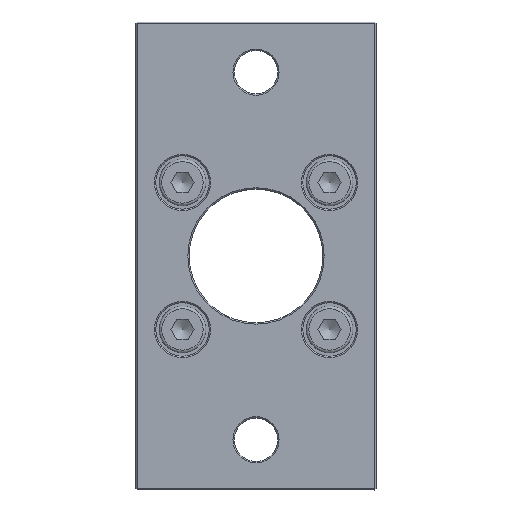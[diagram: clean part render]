
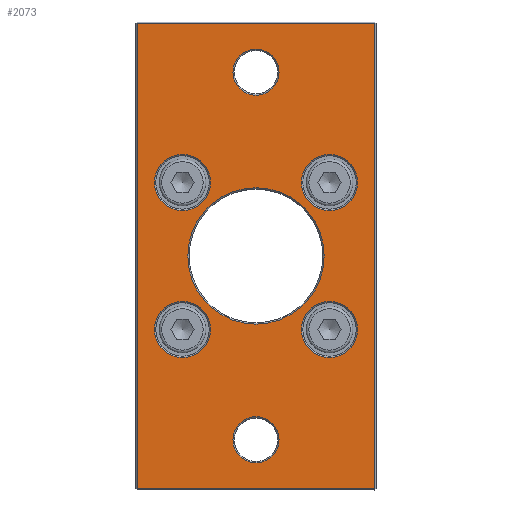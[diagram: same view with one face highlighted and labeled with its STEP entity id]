
A CAD part, top view. The second image highlights one B-rep face of the part: STEP entity #2073.
In plain terms, the highlighted planar face has unit normal (0, 0, 1).
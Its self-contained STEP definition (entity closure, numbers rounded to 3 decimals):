
#133=LINE('',#3411,#274);
#134=LINE('',#3413,#275);
#135=LINE('',#3415,#276);
#136=LINE('',#3416,#277);
#274=VECTOR('',#2727,10.);
#275=VECTOR('',#2728,10.);
#276=VECTOR('',#2729,10.);
#277=VECTOR('',#2730,10.);
#385=FACE_BOUND('',#592,.T.);
#386=FACE_BOUND('',#593,.T.);
#387=FACE_BOUND('',#594,.T.);
#388=FACE_BOUND('',#595,.T.);
#389=FACE_BOUND('',#596,.T.);
#390=FACE_BOUND('',#597,.T.);
#391=FACE_BOUND('',#598,.T.);
#464=FACE_OUTER_BOUND('',#591,.T.);
#591=EDGE_LOOP('',(#1577,#1578,#1579,#1580));
#592=EDGE_LOOP('',(#1581));
#593=EDGE_LOOP('',(#1582));
#594=EDGE_LOOP('',(#1583));
#595=EDGE_LOOP('',(#1584));
#596=EDGE_LOOP('',(#1585));
#597=EDGE_LOOP('',(#1586));
#598=EDGE_LOOP('',(#1587));
#739=CIRCLE('',#2284,4.2);
#742=CIRCLE('',#2288,4.2);
#743=CIRCLE('',#2289,10.2);
#744=CIRCLE('',#2290,4.2);
#745=CIRCLE('',#2291,3.45);
#746=CIRCLE('',#2292,4.2);
#747=CIRCLE('',#2293,3.45);
#903=VERTEX_POINT('',#3401);
#906=VERTEX_POINT('',#3409);
#907=VERTEX_POINT('',#3410);
#908=VERTEX_POINT('',#3412);
#909=VERTEX_POINT('',#3414);
#910=VERTEX_POINT('',#3417);
#911=VERTEX_POINT('',#3419);
#912=VERTEX_POINT('',#3421);
#913=VERTEX_POINT('',#3423);
#914=VERTEX_POINT('',#3425);
#915=VERTEX_POINT('',#3427);
#1135=EDGE_CURVE('',#903,#903,#739,.T.);
#1139=EDGE_CURVE('',#906,#907,#133,.T.);
#1140=EDGE_CURVE('',#908,#906,#134,.T.);
#1141=EDGE_CURVE('',#909,#908,#135,.T.);
#1142=EDGE_CURVE('',#907,#909,#136,.T.);
#1143=EDGE_CURVE('',#910,#910,#742,.T.);
#1144=EDGE_CURVE('',#911,#911,#743,.T.);
#1145=EDGE_CURVE('',#912,#912,#744,.T.);
#1146=EDGE_CURVE('',#913,#913,#745,.T.);
#1147=EDGE_CURVE('',#914,#914,#746,.T.);
#1148=EDGE_CURVE('',#915,#915,#747,.T.);
#1577=ORIENTED_EDGE('',*,*,#1139,.F.);
#1578=ORIENTED_EDGE('',*,*,#1140,.F.);
#1579=ORIENTED_EDGE('',*,*,#1141,.F.);
#1580=ORIENTED_EDGE('',*,*,#1142,.F.);
#1581=ORIENTED_EDGE('',*,*,#1143,.F.);
#1582=ORIENTED_EDGE('',*,*,#1144,.F.);
#1583=ORIENTED_EDGE('',*,*,#1145,.F.);
#1584=ORIENTED_EDGE('',*,*,#1146,.F.);
#1585=ORIENTED_EDGE('',*,*,#1147,.F.);
#1586=ORIENTED_EDGE('',*,*,#1148,.F.);
#1587=ORIENTED_EDGE('',*,*,#1135,.F.);
#1862=PLANE('',#2287);
#2073=ADVANCED_FACE('',(#464,#385,#386,#387,#388,#389,#390,#391),#1862,
 .T.);
#2284=AXIS2_PLACEMENT_3D('',#3402,#2718,#2719);
#2287=AXIS2_PLACEMENT_3D('',#3408,#2725,#2726);
#2288=AXIS2_PLACEMENT_3D('',#3418,#2731,#2732);
#2289=AXIS2_PLACEMENT_3D('',#3420,#2733,#2734);
#2290=AXIS2_PLACEMENT_3D('',#3422,#2735,#2736);
#2291=AXIS2_PLACEMENT_3D('',#3424,#2737,#2738);
#2292=AXIS2_PLACEMENT_3D('',#3426,#2739,#2740);
#2293=AXIS2_PLACEMENT_3D('',#3428,#2741,#2742);
#2718=DIRECTION('center_axis',(0.,0.,
1.));
#2719=DIRECTION('ref_axis',(1.,0.,0.));
#2725=DIRECTION('center_axis',(0.,0.,
1.));
#2726=DIRECTION('ref_axis',(-1.,0.,0.));
#2727=DIRECTION('',(0.,1.,0.));
#2728=DIRECTION('',(-1.,0.,0.));
#2729=DIRECTION('',(0.,-1.,0.));
#2730=DIRECTION('',(1.,0.,0.));
#2731=DIRECTION('center_axis',(0.,0.,
1.));
#2732=DIRECTION('ref_axis',(1.,0.,0.));
#2733=DIRECTION('center_axis',(0.,0.,
1.));
#2734=DIRECTION('ref_axis',(1.,0.,0.));
#2735=DIRECTION('center_axis',(0.,0.,
1.));
#2736=DIRECTION('ref_axis',(1.,0.,0.));
#2737=DIRECTION('center_axis',(0.,0.,
1.));
#2738=DIRECTION('ref_axis',(1.,0.,0.));
#2739=DIRECTION('center_axis',(0.,0.,
1.));
#2740=DIRECTION('ref_axis',(1.,0.,0.));
#2741=DIRECTION('center_axis',(0.,0.,
1.));
#2742=DIRECTION('ref_axis',(1.,0.,0.));
#3401=CARTESIAN_POINT('',(-15.2,-11.,10.));
#3402=CARTESIAN_POINT('Origin',(-11.,-11.,10.));
#3408=CARTESIAN_POINT('Origin',(0.,0.,
10.));
#3409=CARTESIAN_POINT('',(-17.8,-34.8,10.));
#3410=CARTESIAN_POINT('',(-17.8,34.8,10.));
#3411=CARTESIAN_POINT('',(-17.8,-17.5,10.));
#3412=CARTESIAN_POINT('',(17.8,-34.8,10.));
#3413=CARTESIAN_POINT('',(9.,-34.8,10.));
#3414=CARTESIAN_POINT('',(17.8,34.8,10.));
#3415=CARTESIAN_POINT('',(17.8,17.5,10.));
#3416=CARTESIAN_POINT('',(-9.,34.8,10.));
#3417=CARTESIAN_POINT('',(6.8,-11.,10.));
#3418=CARTESIAN_POINT('Origin',(11.,-11.,10.));
#3419=CARTESIAN_POINT('',(-10.2,0.,10.));
#3420=CARTESIAN_POINT('Origin',(0.,0.,
10.));
#3421=CARTESIAN_POINT('',(6.8,11.,10.));
#3422=CARTESIAN_POINT('Origin',(11.,11.,10.));
#3423=CARTESIAN_POINT('',(-3.45,27.5,10.));
#3424=CARTESIAN_POINT('Origin',(0.,27.5,10.));
#3425=CARTESIAN_POINT('',(-15.2,11.,10.));
#3426=CARTESIAN_POINT('Origin',(-11.,11.,10.));
#3427=CARTESIAN_POINT('',(-3.45,-27.5,10.));
#3428=CARTESIAN_POINT('Origin',(0.,-27.5,10.));
